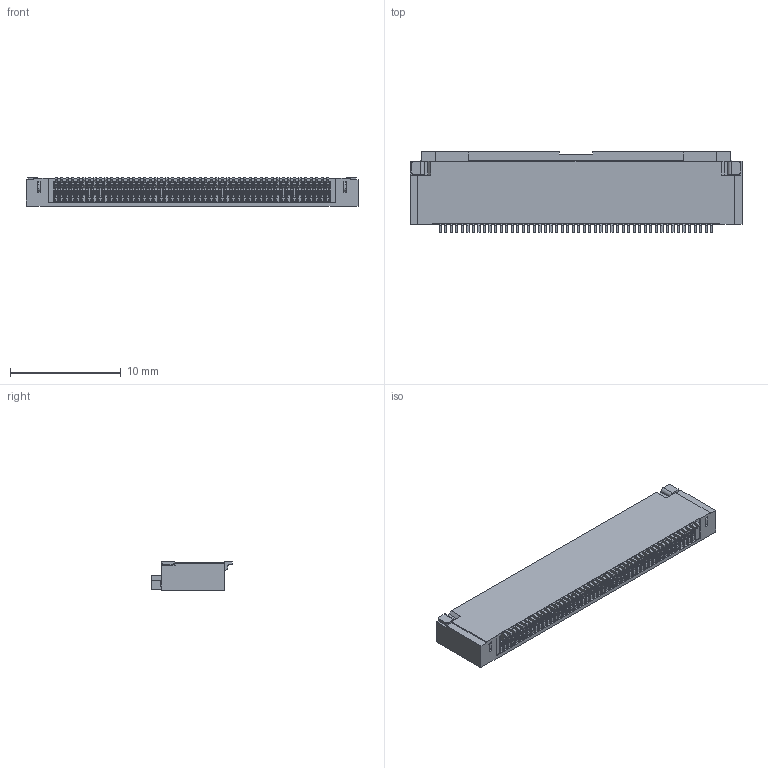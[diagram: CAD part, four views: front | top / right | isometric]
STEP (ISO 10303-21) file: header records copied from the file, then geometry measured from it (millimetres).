
FILE_DESCRIPTION((''),'2;1');
FILE_NAME('FPC05-255H-COVER-50P_ASM','2022-12-19T16:07:38',('Administrator'),(''),'CREO PARAMETRIC BY PTC INC, 2020033','CREO PARAMETRIC BY PTC INC, 2020033','');
FILE_SCHEMA(('CONFIG_CONTROL_DESIGN'));
Products named in the file (1): FPC05-255H-COVER-50P_ASM
Bounding box: 29.95 x 7.25 x 2.55 mm (x, y, z)
Volume: 303.3 mm3; surface area: 1973.2 mm2
Topology: 1 solids, 1 shells, 4332 faces, 13293 edges, 8607 vertices
Faces by surface type: plane 2318, cylinder 1812, sphere 100, torus 100, bspline 2
Entity records: 150260 total; most frequent: CARTESIAN_POINT 28766, ORIENTED_EDGE 26586, DIRECTION 25110, EDGE_CURVE 13293, VECTOR 9108, LINE 9108, VERTEX_POINT 8607, AXIS2_PLACEMENT_3D 8001
